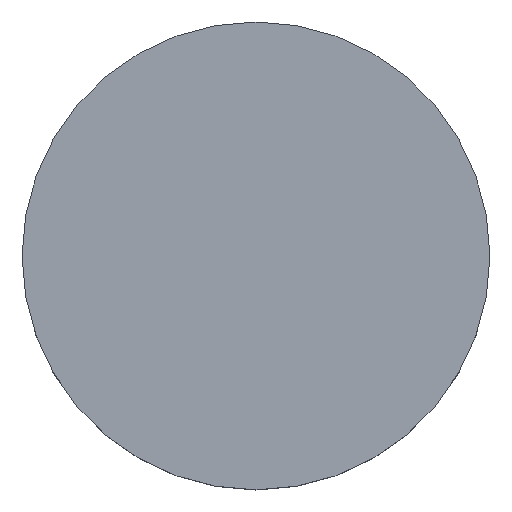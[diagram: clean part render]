
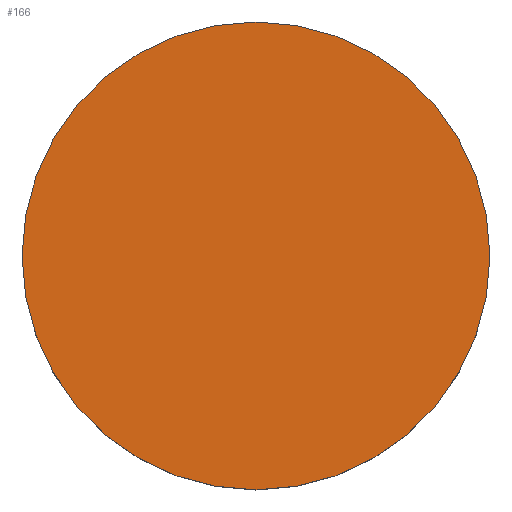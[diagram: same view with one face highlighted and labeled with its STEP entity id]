
A CAD part, top view. The second image highlights one B-rep face of the part: STEP entity #166.
In plain terms, the highlighted planar face has unit normal (0, 0, 1).
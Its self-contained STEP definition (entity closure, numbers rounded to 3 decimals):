
#10 = EDGE_CURVE ( 'NONE', #149, #156, #65, .T. ) ;
#11 = CARTESIAN_POINT ( 'NONE',  ( 0., 0., 0. ) ) ;
#12 = DIRECTION ( 'NONE',  ( 0., 0., 1. ) ) ;
#17 = DIRECTION ( 'NONE',  ( 1., 0., 0. ) ) ;
#26 = PLANE ( 'NONE',  #136 ) ;
#30 = AXIS2_PLACEMENT_3D ( 'NONE', #99, #73, #17 ) ;
#38 = CARTESIAN_POINT ( 'NONE',  ( 0., 0., 0. ) ) ;
#52 = DIRECTION ( 'NONE',  ( 0., 0., 1. ) ) ;
#53 = FACE_OUTER_BOUND ( 'NONE', #114, .T. ) ;
#65 = CIRCLE ( 'NONE', #76, 5. ) ;
#73 = DIRECTION ( 'NONE',  ( 0., 0., 1. ) ) ;
#76 = AXIS2_PLACEMENT_3D ( 'NONE', #11, #12, #91 ) ;
#78 = ORIENTED_EDGE ( 'NONE', *, *, #129, .T. ) ;
#91 = DIRECTION ( 'NONE',  ( 1., 0., 0. ) ) ;
#99 = CARTESIAN_POINT ( 'NONE',  ( 0., 0., 0. ) ) ;
#101 = DIRECTION ( 'NONE',  ( 1., 0., 0. ) ) ;
#114 = EDGE_LOOP ( 'NONE', ( #78, #167 ) ) ;
#115 = CARTESIAN_POINT ( 'NONE',  ( 5., 0., 0. ) ) ;
#129 = EDGE_CURVE ( 'NONE', #156, #149, #141, .T. ) ;
#130 = CARTESIAN_POINT ( 'NONE',  ( -5., 0., 0. ) ) ;
#136 = AXIS2_PLACEMENT_3D ( 'NONE', #38, #52, #101 ) ;
#141 = CIRCLE ( 'NONE', #30, 5. ) ;
#149 = VERTEX_POINT ( 'NONE', #130 ) ;
#156 = VERTEX_POINT ( 'NONE', #115 ) ;
#166 = ADVANCED_FACE ( 'NONE', ( #53 ), #26, .T. ) ;
#167 = ORIENTED_EDGE ( 'NONE', *, *, #10, .T. ) ;
